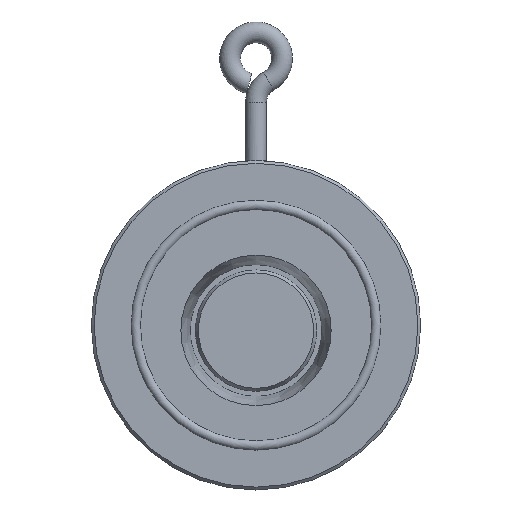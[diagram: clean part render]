
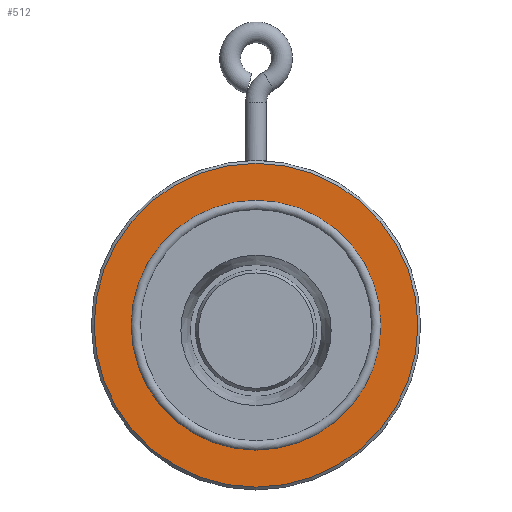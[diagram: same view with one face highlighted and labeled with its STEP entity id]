
A CAD part, top view. The second image highlights one B-rep face of the part: STEP entity #512.
In plain terms, the highlighted planar face has unit normal (0, 0, 1).
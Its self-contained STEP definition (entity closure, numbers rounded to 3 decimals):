
#4 = FACE_OUTER_BOUND ( 'NONE', #338, .T. ) ;
#51 = DIRECTION ( 'NONE',  ( 0., 0., -1. ) ) ;
#88 = CARTESIAN_POINT ( 'NONE',  ( 0., 0., 0. ) ) ;
#95 = CIRCLE ( 'NONE', #280, 36.027 ) ;
#126 = ORIENTED_EDGE ( 'NONE', *, *, #327, .T. ) ;
#155 = CARTESIAN_POINT ( 'NONE',  ( 0., 0., 0. ) ) ;
#164 = AXIS2_PLACEMENT_3D ( 'NONE', #155, #171, #212 ) ;
#171 = DIRECTION ( 'NONE',  ( 0., 0., 1. ) ) ;
#185 = VERTEX_POINT ( 'NONE', #461 ) ;
#186 = PLANE ( 'NONE',  #321 ) ;
#192 = CIRCLE ( 'NONE', #164, 46.7 ) ;
#212 = DIRECTION ( 'NONE',  ( 1., 0., 0. ) ) ;
#280 = AXIS2_PLACEMENT_3D ( 'NONE', #88, #474, #405 ) ;
#291 = VERTEX_POINT ( 'NONE', #367 ) ;
#321 = AXIS2_PLACEMENT_3D ( 'NONE', #558, #51, #641 ) ;
#327 = EDGE_CURVE ( 'NONE', #291, #291, #192, .T. ) ;
#338 = EDGE_LOOP ( 'NONE', ( #126 ) ) ;
#350 = EDGE_LOOP ( 'NONE', ( #462 ) ) ;
#363 = FACE_BOUND ( 'NONE', #350, .T. ) ;
#367 = CARTESIAN_POINT ( 'NONE',  ( 46.7, 0., 0. ) ) ;
#405 = DIRECTION ( 'NONE',  ( 1., 0., 0. ) ) ;
#461 = CARTESIAN_POINT ( 'NONE',  ( 36.027, 0., 0. ) ) ;
#462 = ORIENTED_EDGE ( 'NONE', *, *, #681, .F. ) ;
#474 = DIRECTION ( 'NONE',  ( 0., 0., 1. ) ) ;
#512 = ADVANCED_FACE ( 'NONE', ( #363, #4 ), #186, .F. ) ;
#558 = CARTESIAN_POINT ( 'NONE',  ( 0., 36.027, 0. ) ) ;
#641 = DIRECTION ( 'NONE',  ( -1., 0., 0. ) ) ;
#681 = EDGE_CURVE ( 'NONE', #185, #185, #95, .T. ) ;
